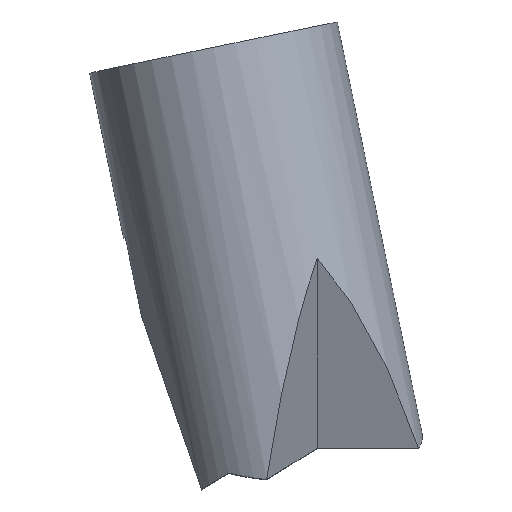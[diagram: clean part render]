
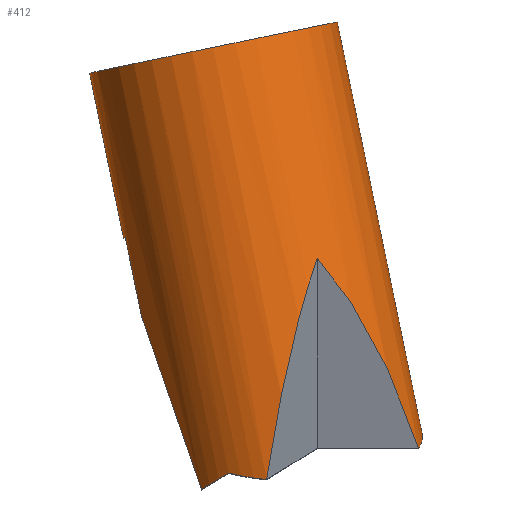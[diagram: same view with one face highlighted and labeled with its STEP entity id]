
A CAD part, top view. The second image highlights one B-rep face of the part: STEP entity #412.
In plain terms, the highlighted cylindrical face has radius 3 mm (diameter 6 mm), a partial arc.
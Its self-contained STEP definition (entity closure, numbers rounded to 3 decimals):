
#1 = EDGE_CURVE ( 'NONE', #96, #449, #20, .T. ) ;
#2 = DIRECTION ( 'NONE',  ( 0.979, 0.202, 0. ) ) ;
#14 = VECTOR ( 'NONE', #269, 1000. ) ;
#16 = CARTESIAN_POINT ( 'NONE',  ( -17.636, 85.608, 0. ) ) ;
#18 = EDGE_CURVE ( 'NONE', #220, #130, #427, .T. ) ;
#20 =( BOUNDED_CURVE ( )  B_SPLINE_CURVE ( 3, ( #364, #270, #451, #122 ),
 .UNSPECIFIED., .F., .T. ) 
 B_SPLINE_CURVE_WITH_KNOTS ( ( 4, 4 ),
 ( 3.705, 4.473 ),
 .UNSPECIFIED. ) 
 CURVE ( )  GEOMETRIC_REPRESENTATION_ITEM ( )  RATIONAL_B_SPLINE_CURVE ( ( 1., 0.951, 0.951, 1. ) ) 
 REPRESENTATION_ITEM ( '' )  );
#22 = DIRECTION ( 'NONE',  ( 0.202, -0.979, 0. ) ) ;
#23 = CARTESIAN_POINT ( 'NONE',  ( -14.698, 86.214, 0. ) ) ;
#34 = DIRECTION ( 'NONE',  ( -0.202, 0.979, 0. ) ) ;
#36 = CARTESIAN_POINT ( 'NONE',  ( -20.575, 85.003, 0. ) ) ;
#46 = EDGE_CURVE ( 'NONE', #143, #388, #81, .T. ) ;
#52 = ORIENTED_EDGE ( 'NONE', *, *, #453, .T. ) ;
#54 = FACE_OUTER_BOUND ( 'NONE', #201, .T. ) ;
#66 = CARTESIAN_POINT ( 'NONE',  ( -16.829, 81.691, 0. ) ) ;
#70 = VECTOR ( 'NONE', #77, 1000. ) ;
#77 = DIRECTION ( 'NONE',  ( 0.202, -0.979, 0. ) ) ;
#81 = CIRCLE ( 'NONE', #129, 3. ) ;
#84 = CARTESIAN_POINT ( 'NONE',  ( -17.281, 75.506, 2.478 ) ) ;
#85 = ORIENTED_EDGE ( 'NONE', *, *, #256, .F. ) ;
#92 = CIRCLE ( 'NONE', #246, 3. ) ;
#95 = CARTESIAN_POINT ( 'NONE',  ( -12.688, 76.211, 0.632 ) ) ;
#96 = VERTEX_POINT ( 'NONE', #390 ) ;
#122 = CARTESIAN_POINT ( 'NONE',  ( -12.766, 76.095, 0.934 ) ) ;
#125 = CARTESIAN_POINT ( 'NONE',  ( -15.173, 80.594, 2.653 ) ) ;
#129 = AXIS2_PLACEMENT_3D ( 'NONE', #16, #332, #382 ) ;
#130 = VERTEX_POINT ( 'NONE', #384 ) ;
#143 = VERTEX_POINT ( 'NONE', #23 ) ;
#146 = DIRECTION ( 'NONE',  ( 0.202, -0.979, 0. ) ) ;
#159 = ORIENTED_EDGE ( 'NONE', *, *, #18, .T. ) ;
#160 = VECTOR ( 'NONE', #34, 1000. ) ;
#161 = ORIENTED_EDGE ( 'NONE', *, *, #1, .T. ) ;
#167 = ORIENTED_EDGE ( 'NONE', *, *, #462, .F. ) ;
#173 = DIRECTION ( 'NONE',  ( -0.979, -0.202, 0. ) ) ;
#178 = EDGE_CURVE ( 'NONE', #328, #344, #92, .T. ) ;
#184 = ORIENTED_EDGE ( 'NONE', *, *, #515, .T. ) ;
#189 = CARTESIAN_POINT ( 'NONE',  ( -17.919, 75.112, 1.807 ) ) ;
#190 = VERTEX_POINT ( 'NONE', #207 ) ;
#194 = EDGE_CURVE ( 'NONE', #409, #426, #402, .T. ) ;
#199 = CARTESIAN_POINT ( 'NONE',  ( -16.999, 75.437, 2.657 ) ) ;
#201 = EDGE_LOOP ( 'NONE', ( #345, #239, #323, #85, #319, #52, #159, #184, #161, #213, #167 ) ) ;
#207 = CARTESIAN_POINT ( 'NONE',  ( -12.687, 76.452, 0. ) ) ;
#213 = ORIENTED_EDGE ( 'NONE', *, *, #504, .T. ) ;
#220 = VERTEX_POINT ( 'NONE', #473 ) ;
#223 = CARTESIAN_POINT ( 'NONE',  ( -17.525, 75.355, 2.295 ) ) ;
#226 =( BOUNDED_CURVE ( )  B_SPLINE_CURVE ( 3, ( #486, #452, #231, #125 ),
 .UNSPECIFIED., .F., .T. ) 
 B_SPLINE_CURVE_WITH_KNOTS ( ( 4, 4 ),
 ( 1.811, 2.579 ),
 .UNSPECIFIED. ) 
 CURVE ( )  GEOMETRIC_REPRESENTATION_ITEM ( )  RATIONAL_B_SPLINE_CURVE ( ( 1., 0.951, 0.951, 1. ) ) 
 REPRESENTATION_ITEM ( '' )  );
#228 = CARTESIAN_POINT ( 'NONE',  ( -15.75, 76.452, 0. ) ) ;
#231 = CARTESIAN_POINT ( 'NONE',  ( -15.627, 79.35, 3.021 ) ) ;
#239 = ORIENTED_EDGE ( 'NONE', *, *, #285, .T. ) ;
#246 = AXIS2_PLACEMENT_3D ( 'NONE', #66, #22, #173 ) ;
#250 = CARTESIAN_POINT ( 'NONE',  ( -19.341, 79.223, 0.498 ) ) ;
#256 = EDGE_CURVE ( 'NONE', #426, #328, #363, .T. ) ;
#262 = CARTESIAN_POINT ( 'NONE',  ( -19.424, 79.625, 0.498 ) ) ;
#263 = LINE ( 'NONE', #301, #70 ) ;
#267 = CARTESIAN_POINT ( 'NONE',  ( -19.341, 79.223, 0.498 ) ) ;
#269 = DIRECTION ( 'NONE',  ( 0.202, -0.979, 0. ) ) ;
#270 = CARTESIAN_POINT ( 'NONE',  ( -14.263, 79.631, 2.285 ) ) ;
#285 = EDGE_CURVE ( 'NONE', #388, #344, #263, .T. ) ;
#288 = CARTESIAN_POINT ( 'NONE',  ( -17.919, 75.112, 1.807 ) ) ;
#291 = CARTESIAN_POINT ( 'NONE',  ( -18.531, 76.637, 1.421 ) ) ;
#301 = CARTESIAN_POINT ( 'NONE',  ( -18.688, 75.847, 0. ) ) ;
#307 = B_SPLINE_CURVE_WITH_KNOTS ( 'NONE', 3,
 ( #189, #481, #223, #84 ),
 .UNSPECIFIED., .F., .F.,
 ( 4, 4 ),
 ( 0.002, 0.003 ),
 .UNSPECIFIED. ) ;
#319 = ORIENTED_EDGE ( 'NONE', *, *, #194, .F. ) ;
#320 = CARTESIAN_POINT ( 'NONE',  ( -12.766, 76.095, 0.934 ) ) ;
#323 = ORIENTED_EDGE ( 'NONE', *, *, #178, .F. ) ;
#326 = CARTESIAN_POINT ( 'NONE',  ( -16.695, 75.385, 2.793 ) ) ;
#328 = VERTEX_POINT ( 'NONE', #410 ) ;
#332 = DIRECTION ( 'NONE',  ( 0.202, -0.979, 0. ) ) ;
#342 = CARTESIAN_POINT ( 'NONE',  ( -19.014, 78.034, 0.976 ) ) ;
#343 =( BOUNDED_CURVE ( )  B_SPLINE_CURVE ( 3, ( #320, #95, #455, #490 ),
 .UNSPECIFIED., .F., .T. ) 
 B_SPLINE_CURVE_WITH_KNOTS ( ( 4, 4 ),
 ( 0.768, 1.085 ),
 .UNSPECIFIED. ) 
 CURVE ( )  GEOMETRIC_REPRESENTATION_ITEM ( )  RATIONAL_B_SPLINE_CURVE ( ( 1., 0.992, 0.992, 1. ) ) 
 REPRESENTATION_ITEM ( '' )  );
#344 = VERTEX_POINT ( 'NONE', #358 ) ;
#345 = ORIENTED_EDGE ( 'NONE', *, *, #46, .T. ) ;
#358 = CARTESIAN_POINT ( 'NONE',  ( -19.767, 81.085, 0. ) ) ;
#361 = CARTESIAN_POINT ( 'NONE',  ( -17.919, 75.112, 1.807 ) ) ;
#363 = LINE ( 'NONE', #262, #160 ) ;
#364 = CARTESIAN_POINT ( 'NONE',  ( -15.173, 80.594, 2.653 ) ) ;
#370 = CARTESIAN_POINT ( 'NONE',  ( -17.281, 75.506, 2.478 ) ) ;
#382 = DIRECTION ( 'NONE',  ( 0.979, 0.202, 0. ) ) ;
#384 = CARTESIAN_POINT ( 'NONE',  ( -16.376, 75.352, 2.881 ) ) ;
#388 = VERTEX_POINT ( 'NONE', #36 ) ;
#390 = CARTESIAN_POINT ( 'NONE',  ( -15.173, 80.594, 2.653 ) ) ;
#400 = AXIS2_PLACEMENT_3D ( 'NONE', #228, #146, #2 ) ;
#402 =( BOUNDED_CURVE ( )  B_SPLINE_CURVE ( 3, ( #288, #291, #342, #250 ),
 .UNSPECIFIED., .F., .T. ) 
 B_SPLINE_CURVE_WITH_KNOTS ( ( 4, 4 ),
 ( 1.837, 2.316 ),
 .UNSPECIFIED. ) 
 CURVE ( )  GEOMETRIC_REPRESENTATION_ITEM ( )  RATIONAL_B_SPLINE_CURVE ( ( 1., 0.981, 0.981, 1. ) ) 
 REPRESENTATION_ITEM ( '' )  );
#404 = CARTESIAN_POINT ( 'NONE',  ( -12.766, 76.095, 0.934 ) ) ;
#407 = CARTESIAN_POINT ( 'NONE',  ( -12.812, 77.057, 0. ) ) ;
#409 = VERTEX_POINT ( 'NONE', #361 ) ;
#410 = CARTESIAN_POINT ( 'NONE',  ( -19.727, 81.094, 0.498 ) ) ;
#412 = ADVANCED_FACE ( 'NONE', ( #54 ), #520, .T. ) ;
#426 = VERTEX_POINT ( 'NONE', #267 ) ;
#427 =( BOUNDED_CURVE ( )  B_SPLINE_CURVE ( 3, ( #370, #199, #326, #448 ),
 .UNSPECIFIED., .F., .T. ) 
 B_SPLINE_CURVE_WITH_KNOTS ( ( 4, 4 ),
 ( 5.198, 5.515 ),
 .UNSPECIFIED. ) 
 CURVE ( )  GEOMETRIC_REPRESENTATION_ITEM ( )  RATIONAL_B_SPLINE_CURVE ( ( 1., 0.992, 0.992, 1. ) ) 
 REPRESENTATION_ITEM ( '' )  );
#448 = CARTESIAN_POINT ( 'NONE',  ( -16.376, 75.352, 2.881 ) ) ;
#449 = VERTEX_POINT ( 'NONE', #404 ) ;
#451 = CARTESIAN_POINT ( 'NONE',  ( -13.42, 78.055, 1.683 ) ) ;
#452 = CARTESIAN_POINT ( 'NONE',  ( -16.049, 77.513, 3.101 ) ) ;
#453 = EDGE_CURVE ( 'NONE', #409, #220, #307, .T. ) ;
#455 = CARTESIAN_POINT ( 'NONE',  ( -12.662, 76.331, 0.318 ) ) ;
#462 = EDGE_CURVE ( 'NONE', #143, #190, #511, .T. ) ;
#473 = CARTESIAN_POINT ( 'NONE',  ( -17.281, 75.506, 2.478 ) ) ;
#481 = CARTESIAN_POINT ( 'NONE',  ( -17.738, 75.224, 2.072 ) ) ;
#486 = CARTESIAN_POINT ( 'NONE',  ( -16.376, 75.352, 2.881 ) ) ;
#490 = CARTESIAN_POINT ( 'NONE',  ( -12.687, 76.452, 0. ) ) ;
#504 = EDGE_CURVE ( 'NONE', #449, #190, #343, .T. ) ;
#511 = LINE ( 'NONE', #407, #14 ) ;
#515 = EDGE_CURVE ( 'NONE', #130, #96, #226, .T. ) ;
#520 = CYLINDRICAL_SURFACE ( 'NONE', #400, 3. ) ;
